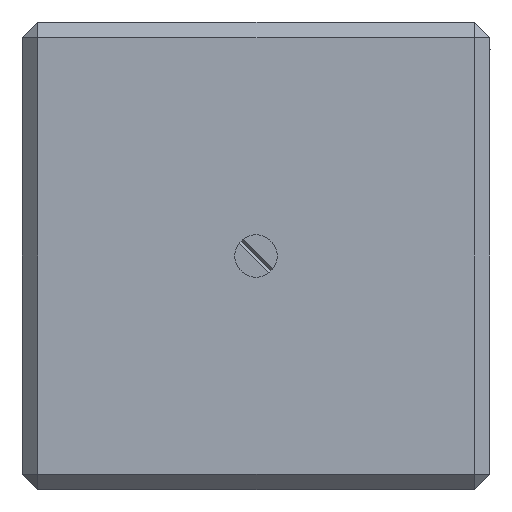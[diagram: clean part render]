
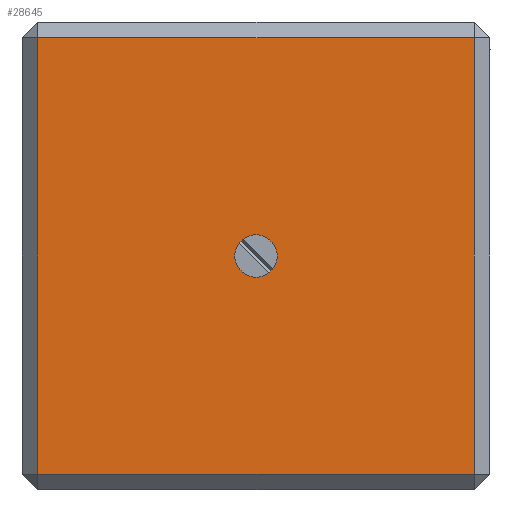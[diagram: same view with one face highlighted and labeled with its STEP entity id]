
A CAD part, front view. The second image highlights one B-rep face of the part: STEP entity #28645.
In plain terms, the highlighted planar face has unit normal (0, -1, 0).
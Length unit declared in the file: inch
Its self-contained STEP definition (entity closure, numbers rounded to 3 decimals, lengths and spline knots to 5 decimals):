
#303 = VECTOR ( 'NONE', #5526, 39.37008 ) ;
#1820 = CIRCLE ( 'NONE', #17016, 0.068 ) ;
#2028 = VERTEX_POINT ( 'NONE', #22441 ) ;
#3070 = VERTEX_POINT ( 'NONE', #11454 ) ;
#4673 = EDGE_CURVE ( 'NONE', #2028, #9606, #13039, .T. ) ;
#5255 = FACE_OUTER_BOUND ( 'NONE', #14163, .T. ) ;
#5526 = DIRECTION ( 'NONE',  ( 0., 0., 1. ) ) ;
#6368 = VECTOR ( 'NONE', #9617, 39.37008 ) ;
#6858 = CARTESIAN_POINT ( 'NONE',  ( -0.75, -0.75, -0.75 ) ) ;
#7032 = EDGE_CURVE ( 'NONE', #3070, #36468, #34447, .T. ) ;
#7144 = EDGE_CURVE ( 'NONE', #33188, #2028, #34039, .T. ) ;
#7776 = CARTESIAN_POINT ( 'NONE',  ( -0.068, -0.75, 0. ) ) ;
#8062 = CARTESIAN_POINT ( 'NONE',  ( 0.7, -0.75, -0.75 ) ) ;
#9606 = VERTEX_POINT ( 'NONE', #26816 ) ;
#9617 = DIRECTION ( 'NONE',  ( 1., 0., 0. ) ) ;
#11058 = EDGE_CURVE ( 'NONE', #14431, #33188, #28858, .T. ) ;
#11454 = CARTESIAN_POINT ( 'NONE',  ( 0.068, -0.75, 0. ) ) ;
#12601 = VECTOR ( 'NONE', #24138, 39.37008 ) ;
#12898 = ORIENTED_EDGE ( 'NONE', *, *, #32671, .T. ) ;
#13039 = LINE ( 'NONE', #24015, #12601 ) ;
#13935 = DIRECTION ( 'NONE',  ( 0., -1., 0. ) ) ;
#14163 = EDGE_LOOP ( 'NONE', ( #28777, #33488, #12898, #16056 ) ) ;
#14431 = VERTEX_POINT ( 'NONE', #17637 ) ;
#15010 = PLANE ( 'NONE',  #15981 ) ;
#15981 = AXIS2_PLACEMENT_3D ( 'NONE', #6858, #26993, #35263 ) ;
#16056 = ORIENTED_EDGE ( 'NONE', *, *, #11058, .T. ) ;
#16783 = CARTESIAN_POINT ( 'NONE',  ( 0., -0.75, 0. ) ) ;
#17016 = AXIS2_PLACEMENT_3D ( 'NONE', #28736, #17504, #17622 ) ;
#17504 = DIRECTION ( 'NONE',  ( 0., -1., 0. ) ) ;
#17622 = DIRECTION ( 'NONE',  ( 1., 0., 0. ) ) ;
#17637 = CARTESIAN_POINT ( 'NONE',  ( 0.7, -0.75, -0.7 ) ) ;
#20139 = DIRECTION ( 'NONE',  ( -1., 0., 0. ) ) ;
#21445 = CARTESIAN_POINT ( 'NONE',  ( -0.75, -0.75, -0.7 ) ) ;
#22441 = CARTESIAN_POINT ( 'NONE',  ( -0.7, -0.75, 0.7 ) ) ;
#23335 = EDGE_LOOP ( 'NONE', ( #34054, #29939 ) ) ;
#24015 = CARTESIAN_POINT ( 'NONE',  ( -0.7, -0.75, -0.75 ) ) ;
#24138 = DIRECTION ( 'NONE',  ( 0., 0., -1. ) ) ;
#25783 = CARTESIAN_POINT ( 'NONE',  ( -0.75, -0.75, 0.7 ) ) ;
#26816 = CARTESIAN_POINT ( 'NONE',  ( -0.7, -0.75, -0.7 ) ) ;
#26993 = DIRECTION ( 'NONE',  ( 0., 1., 0. ) ) ;
#27585 = FACE_BOUND ( 'NONE', #23335, .T. ) ;
#27794 = CARTESIAN_POINT ( 'NONE',  ( 0.7, -0.75, 0.7 ) ) ;
#28611 = VECTOR ( 'NONE', #20139, 39.37008 ) ;
#28645 = ADVANCED_FACE ( 'NONE', ( #27585, #5255 ), #15010, .F. ) ;
#28736 = CARTESIAN_POINT ( 'NONE',  ( 0., -0.75, 0. ) ) ;
#28777 = ORIENTED_EDGE ( 'NONE', *, *, #7144, .T. ) ;
#28858 = LINE ( 'NONE', #8062, #303 ) ;
#29939 = ORIENTED_EDGE ( 'NONE', *, *, #34702, .F. ) ;
#32671 = EDGE_CURVE ( 'NONE', #9606, #14431, #36367, .T. ) ;
#33188 = VERTEX_POINT ( 'NONE', #27794 ) ;
#33488 = ORIENTED_EDGE ( 'NONE', *, *, #4673, .T. ) ;
#34039 = LINE ( 'NONE', #25783, #28611 ) ;
#34054 = ORIENTED_EDGE ( 'NONE', *, *, #7032, .F. ) ;
#34174 = DIRECTION ( 'NONE',  ( 1., 0., 0. ) ) ;
#34447 = CIRCLE ( 'NONE', #36041, 0.068 ) ;
#34702 = EDGE_CURVE ( 'NONE', #36468, #3070, #1820, .T. ) ;
#35263 = DIRECTION ( 'NONE',  ( -1., 0., 0. ) ) ;
#36041 = AXIS2_PLACEMENT_3D ( 'NONE', #16783, #13935, #34174 ) ;
#36367 = LINE ( 'NONE', #21445, #6368 ) ;
#36468 = VERTEX_POINT ( 'NONE', #7776 ) ;
